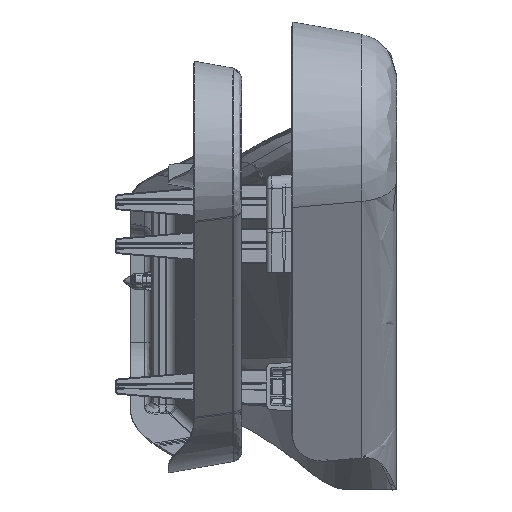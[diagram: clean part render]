
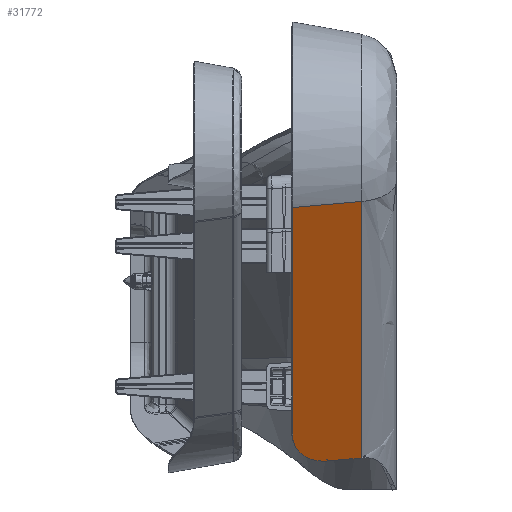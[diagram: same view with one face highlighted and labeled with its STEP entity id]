
A CAD part, front view. The second image highlights one B-rep face of the part: STEP entity #31772.
In plain terms, the highlighted free-form (B-spline) face has degree [1, 1] with [2, 2] control points.
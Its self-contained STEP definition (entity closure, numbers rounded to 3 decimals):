
#25268 = EDGE_CURVE('',#25269,#25271,#25273,.T.);
#25269 = VERTEX_POINT('',#25270);
#25270 = CARTESIAN_POINT('',(-22.569,-134.82,
    -25.518));
#25271 = VERTEX_POINT('',#25272);
#25272 = CARTESIAN_POINT('',(-22.243,-134.77,
    -25.49));
#25273 = B_SPLINE_CURVE_WITH_KNOTS('',5,(#25274,#25275,#25276,#25277,
    #25278,#25279),.UNSPECIFIED.,.F.,.F.,(6,6),(0.,0.397),
  .PIECEWISE_BEZIER_KNOTS.);
#25274 = CARTESIAN_POINT('',(-22.569,-134.82,
    -25.518));
#25275 = CARTESIAN_POINT('',(-22.504,-134.81,
    -25.513));
#25276 = CARTESIAN_POINT('',(-22.439,-134.8,
    -25.507));
#25277 = CARTESIAN_POINT('',(-22.373,-134.79,
    -25.501));
#25278 = CARTESIAN_POINT('',(-22.308,-134.78,
    -25.495));
#25279 = CARTESIAN_POINT('',(-22.243,-134.77,
    -25.49));
#25933 = VERTEX_POINT('',#25934);
#25934 = CARTESIAN_POINT('',(-22.243,-204.647,
    95.54));
#25942 = EDGE_CURVE('',#25271,#25933,#25943,.T.);
#25943 = B_SPLINE_CURVE_WITH_KNOTS('',1,(#25944,#25945),.UNSPECIFIED.,
  .F.,.F.,(2,2),(-66.933,101.654),
  .PIECEWISE_BEZIER_KNOTS.);
#25944 = CARTESIAN_POINT('',(-22.243,-134.77,
    -25.49));
#25945 = CARTESIAN_POINT('',(-22.243,-204.647,
    95.54));
#31543 = VERTEX_POINT('',#31544);
#31544 = CARTESIAN_POINT('',(-54.899,-209.633,
    92.661));
#31576 = EDGE_CURVE('',#31543,#31577,#31579,.T.);
#31577 = VERTEX_POINT('',#31578);
#31578 = CARTESIAN_POINT('',(-54.899,-147.948,
    -14.18));
#31579 = B_SPLINE_CURVE_WITH_KNOTS('',5,(#31580,#31581,#31582,#31583,
    #31584,#31585,#31586,#31587,#31588,#31589,#31590,#31591),
  .UNSPECIFIED.,.F.,.F.,(6,3,3,6),(0.,19.881,71.22,
    130.622),.UNSPECIFIED.);
#31580 = CARTESIAN_POINT('',(-54.899,-209.633,
    92.661));
#31581 = CARTESIAN_POINT('',(-54.895,-207.977,
    89.794));
#31582 = CARTESIAN_POINT('',(-54.897,-206.323,
    86.928));
#31583 = CARTESIAN_POINT('',(-54.898,-203.472,
    81.989));
#31584 = CARTESIAN_POINT('',(-54.9,-197.543,
    71.719));
#31585 = CARTESIAN_POINT('',(-54.896,-191.613,
    61.45));
#31586 = CARTESIAN_POINT('',(-54.898,-187.339,
    54.046));
#31587 = CARTESIAN_POINT('',(-54.898,-178.119,
    38.078));
#31588 = CARTESIAN_POINT('',(-54.899,-168.9,
    22.109));
#31589 = CARTESIAN_POINT('',(-54.897,-157.839,
    2.951));
#31590 = CARTESIAN_POINT('',(-54.9,-152.894,
    -5.615));
#31591 = CARTESIAN_POINT('',(-54.899,-147.948,
    -14.18));
#31628 = EDGE_CURVE('',#31577,#31629,#31631,.T.);
#31629 = VERTEX_POINT('',#31630);
#31630 = CARTESIAN_POINT('',(-54.899,-147.602,
    -14.779));
#31631 = B_SPLINE_CURVE_WITH_KNOTS('',5,(#31632,#31633,#31634,#31635,
    #31636,#31637),.UNSPECIFIED.,.F.,.F.,(6,6),(0.,0.831),
  .PIECEWISE_BEZIER_KNOTS.);
#31632 = CARTESIAN_POINT('',(-54.899,-147.948,
    -14.18));
#31633 = CARTESIAN_POINT('',(-54.899,-147.879,
    -14.3));
#31634 = CARTESIAN_POINT('',(-54.899,-147.81,
    -14.42));
#31635 = CARTESIAN_POINT('',(-54.899,-147.741,
    -14.54));
#31636 = CARTESIAN_POINT('',(-54.899,-147.672,
    -14.66));
#31637 = CARTESIAN_POINT('',(-54.899,-147.602,
    -14.779));
#31662 = EDGE_CURVE('',#31629,#31663,#31665,.T.);
#31663 = VERTEX_POINT('',#31664);
#31664 = CARTESIAN_POINT('',(-38.83,-137.306,
    -26.947));
#31665 = B_SPLINE_CURVE_WITH_KNOTS('',5,(#31666,#31667,#31668,#31669,
    #31670,#31671,#31672,#31673,#31674,#31675,#31676,#31677),
  .UNSPECIFIED.,.F.,.F.,(6,3,3,6),(0.,10.976,21.005,
    30.171),.UNSPECIFIED.);
#31666 = CARTESIAN_POINT('',(-54.899,-147.602,
    -14.779));
#31667 = CARTESIAN_POINT('',(-54.899,-146.689,
    -16.362));
#31668 = CARTESIAN_POINT('',(-54.637,-145.735,
    -17.922));
#31669 = CARTESIAN_POINT('',(-54.097,-144.76,
    -19.42));
#31670 = CARTESIAN_POINT('',(-52.575,-142.937,
    -22.04));
#31671 = CARTESIAN_POINT('',(-50.236,-141.274,
    -24.097));
#31672 = CARTESIAN_POINT('',(-48.962,-140.535,
    -24.927));
#31673 = CARTESIAN_POINT('',(-46.289,-139.26,
    -26.192));
#31674 = CARTESIAN_POINT('',(-43.298,-138.275,
    -26.844));
#31675 = CARTESIAN_POINT('',(-41.831,-137.877,
    -27.016));
#31676 = CARTESIAN_POINT('',(-40.332,-137.554,
    -27.046));
#31677 = CARTESIAN_POINT('',(-38.83,-137.306,
    -26.947));
#31714 = EDGE_CURVE('',#31663,#31715,#31717,.T.);
#31715 = VERTEX_POINT('',#31716);
#31716 = CARTESIAN_POINT('',(-38.365,-137.232,
    -26.911));
#31717 = B_SPLINE_CURVE_WITH_KNOTS('',5,(#31718,#31719,#31720,#31721,
    #31722,#31723),.UNSPECIFIED.,.F.,.F.,(6,6),(0.,0.566),
  .PIECEWISE_BEZIER_KNOTS.);
#31718 = CARTESIAN_POINT('',(-38.83,-137.306,
    -26.947));
#31719 = CARTESIAN_POINT('',(-38.737,-137.291,
    -26.94));
#31720 = CARTESIAN_POINT('',(-38.644,-137.276,
    -26.934));
#31721 = CARTESIAN_POINT('',(-38.551,-137.261,
    -26.927));
#31722 = CARTESIAN_POINT('',(-38.458,-137.246,
    -26.919));
#31723 = CARTESIAN_POINT('',(-38.365,-137.232,
    -26.911));
#31748 = EDGE_CURVE('',#31715,#25269,#31749,.T.);
#31749 = B_SPLINE_CURVE_WITH_KNOTS('',5,(#31750,#31751,#31752,#31753,
    #31754,#31755),.UNSPECIFIED.,.F.,.F.,(6,6),(0.,19.267),
  .PIECEWISE_BEZIER_KNOTS.);
#31750 = CARTESIAN_POINT('',(-38.365,-137.232,
    -26.911));
#31751 = CARTESIAN_POINT('',(-35.206,-136.75,
    -26.632));
#31752 = CARTESIAN_POINT('',(-32.047,-136.267,
    -26.354));
#31753 = CARTESIAN_POINT('',(-28.887,-135.785,
    -26.075));
#31754 = CARTESIAN_POINT('',(-25.728,-135.302,
    -25.797));
#31755 = CARTESIAN_POINT('',(-22.569,-134.82,
    -25.518));
#31772 = ADVANCED_FACE('',(#31773),#31787,.T.);
#31773 = FACE_BOUND('',#31774,.T.);
#31774 = EDGE_LOOP('',(#31775,#31776,#31777,#31778,#31779,#31780,#31781,
    #31782));
#31775 = ORIENTED_EDGE('',*,*,#31576,.T.);
#31776 = ORIENTED_EDGE('',*,*,#31628,.T.);
#31777 = ORIENTED_EDGE('',*,*,#31662,.T.);
#31778 = ORIENTED_EDGE('',*,*,#31714,.T.);
#31779 = ORIENTED_EDGE('',*,*,#31748,.T.);
#31780 = ORIENTED_EDGE('',*,*,#25268,.T.);
#31781 = ORIENTED_EDGE('',*,*,#25942,.T.);
#31782 = ORIENTED_EDGE('',*,*,#31783,.F.);
#31783 = EDGE_CURVE('',#31543,#25933,#31784,.T.);
#31784 = B_SPLINE_CURVE_WITH_KNOTS('',1,(#31785,#31786),.UNSPECIFIED.,
  .F.,.F.,(2,2),(-20.001,20.),
  .PIECEWISE_BEZIER_KNOTS.);
#31785 = CARTESIAN_POINT('',(-54.899,-209.633,
    92.661));
#31786 = CARTESIAN_POINT('',(-22.243,-204.647,
    95.54));
#31787 = B_SPLINE_SURFACE_WITH_KNOTS('',1,1,(
    (#31788,#31789)
    ,(#31790,#31791
    )),.UNSPECIFIED.,.F.,.F.,.F.,(2,2),(2,2),(-67.248,
    -27.246),(-32.774,135.813),
  .PIECEWISE_BEZIER_KNOTS.);
#31788 = CARTESIAN_POINT('',(-54.9,-139.757,
    -28.369));
#31789 = CARTESIAN_POINT('',(-54.9,-209.633,
    92.661));
#31790 = CARTESIAN_POINT('',(-22.243,-134.77,
    -25.49));
#31791 = CARTESIAN_POINT('',(-22.243,-204.647,
    95.54));
